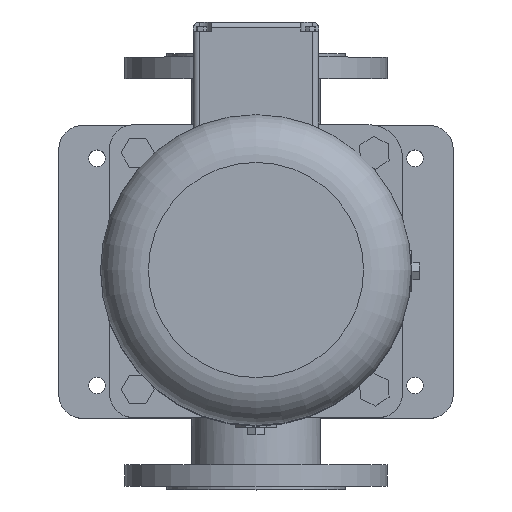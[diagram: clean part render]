
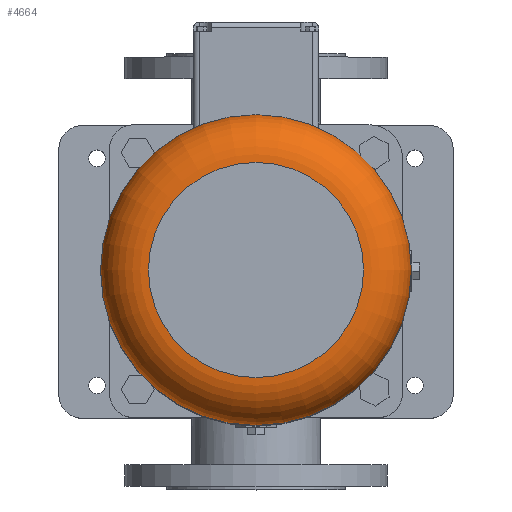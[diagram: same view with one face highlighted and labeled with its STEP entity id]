
A CAD part, top view. The second image highlights one B-rep face of the part: STEP entity #4664.
In plain terms, the highlighted toroidal (fillet/blend) face has major radius 90 mm and minor radius 40 mm.
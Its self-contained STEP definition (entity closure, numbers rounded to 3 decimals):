
#4664=ADVANCED_FACE('',(#8752,#8754),#8756,.T.);
#8752=FACE_OUTER_BOUND('',#8753,.T.);
#8753=EDGE_LOOP('',(#11590));
#8754=FACE_OUTER_BOUND('',#8755,.T.);
#8755=EDGE_LOOP('',(#11591));
#8756=TOROIDAL_SURFACE('',#8757,90.,40.);
#8757=AXIS2_PLACEMENT_3D('',#8758,#8759,#8760);
#8758=CARTESIAN_POINT('',(0.,0.,911.));
#8759=DIRECTION('',(0.,0.,-1.));
#8760=DIRECTION('',(0.,1.,0.));
#11590=ORIENTED_EDGE('',*,*,#13001,.F.);
#11591=ORIENTED_EDGE('',*,*,#13076,.T.);
#13001=EDGE_CURVE('',#15398,#15398,#15399,.T.);
#13076=EDGE_CURVE('',#15504,#15504,#15505,.T.);
#15398=VERTEX_POINT('',#23289);
#15399=CIRCLE('',#23290,130.);
#15504=VERTEX_POINT('',#23555);
#15505=CIRCLE('',#23556,90.);
#23289=CARTESIAN_POINT('',(0.,130.,911.));
#23290=AXIS2_PLACEMENT_3D('',#23291,#23292,#23293);
#23291=CARTESIAN_POINT('',(0.,0.,911.));
#23292=DIRECTION('',(0.,0.,-1.));
#23293=DIRECTION('',(0.,1.,0.));
#23555=CARTESIAN_POINT('',(0.,90.,951.));
#23556=AXIS2_PLACEMENT_3D('',#23557,#23558,#23559);
#23557=CARTESIAN_POINT('',(0.,0.,951.));
#23558=DIRECTION('',(0.,0.,-1.));
#23559=DIRECTION('',(0.,1.,0.));
